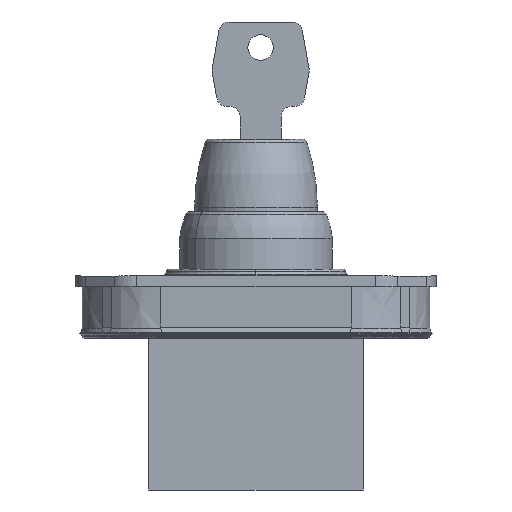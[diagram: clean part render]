
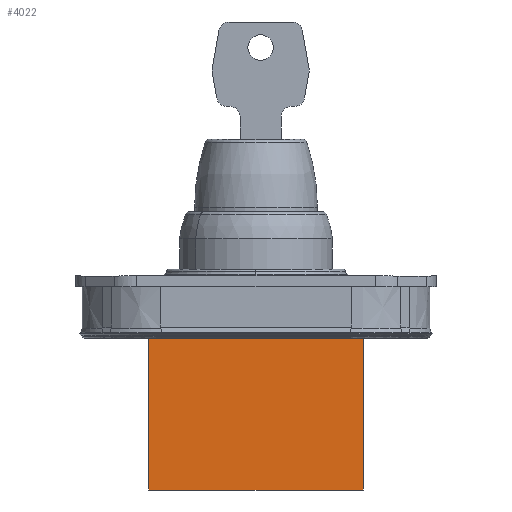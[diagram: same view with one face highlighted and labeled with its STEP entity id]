
A CAD part, left-side view. The second image highlights one B-rep face of the part: STEP entity #4022.
In plain terms, the highlighted planar face has unit normal (1, 0, 0).
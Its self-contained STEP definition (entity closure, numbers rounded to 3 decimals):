
#4009=AXIS2_PLACEMENT_3D('Plane Axis2P3D',#4006,#4007,#4008) ;
#3898=CARTESIAN_POINT('Vertex',(-15.25,21.,-11.5)) ;
#3912=CARTESIAN_POINT('Vertex',(-15.25,-21.,-11.5)) ;
#3915=CARTESIAN_POINT('Line Origine',(-15.25,0.,-11.5)) ;
#3932=CARTESIAN_POINT('Line Origine',(-15.25,21.,-26.35)) ;
#3936=CARTESIAN_POINT('Vertex',(-15.25,21.,-41.2)) ;
#3991=CARTESIAN_POINT('Vertex',(-15.25,-21.,-41.2)) ;
#3994=CARTESIAN_POINT('Line Origine',(-15.25,-21.,-26.35)) ;
#4006=CARTESIAN_POINT('Axis2P3D Location',(-15.25,21.,0.)) ;
#4011=CARTESIAN_POINT('Line Origine',(-15.25,0.,-41.2)) ;
#3916=DIRECTION('Vector Direction',(0.,-1.,0.)) ;
#3933=DIRECTION('Vector Direction',(0.,0.,-1.)) ;
#3995=DIRECTION('Vector Direction',(0.,0.,-1.)) ;
#4007=DIRECTION('Axis2P3D Direction',(1.,0.,0.)) ;
#4008=DIRECTION('Axis2P3D XDirection',(0.,-1.,0.)) ;
#4012=DIRECTION('Vector Direction',(0.,-1.,0.)) ;
#3917=VECTOR('Line Direction',#3916,1.) ;
#3934=VECTOR('Line Direction',#3933,1.) ;
#3996=VECTOR('Line Direction',#3995,1.) ;
#4013=VECTOR('Line Direction',#4012,1.) ;
#4017=ORIENTED_EDGE('',*,*,#3998,.T.) ;
#4018=ORIENTED_EDGE('',*,*,#4015,.F.) ;
#4019=ORIENTED_EDGE('',*,*,#3938,.F.) ;
#4020=ORIENTED_EDGE('',*,*,#3919,.T.) ;
#4022=ADVANCED_FACE('Surface.285',(#4021),#4010,.T.) ;
#3919=EDGE_CURVE('',#3899,#3913,#3918,.T.) ;
#3938=EDGE_CURVE('',#3899,#3937,#3935,.T.) ;
#3998=EDGE_CURVE('',#3913,#3992,#3997,.T.) ;
#4015=EDGE_CURVE('',#3937,#3992,#4014,.T.) ;
#4016=EDGE_LOOP('',(#4017,#4018,#4019,#4020)) ;
#4021=FACE_OUTER_BOUND('',#4016,.T.) ;
#3918=LINE('Line',#3915,#3917) ;
#3935=LINE('Line',#3932,#3934) ;
#3997=LINE('Line',#3994,#3996) ;
#4014=LINE('Line',#4011,#4013) ;
#4010=PLANE('',#4009) ;
#3899=VERTEX_POINT('',#3898) ;
#3913=VERTEX_POINT('',#3912) ;
#3937=VERTEX_POINT('',#3936) ;
#3992=VERTEX_POINT('',#3991) ;
